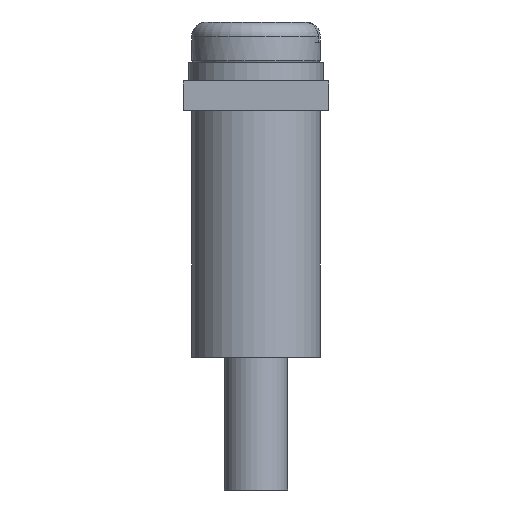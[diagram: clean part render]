
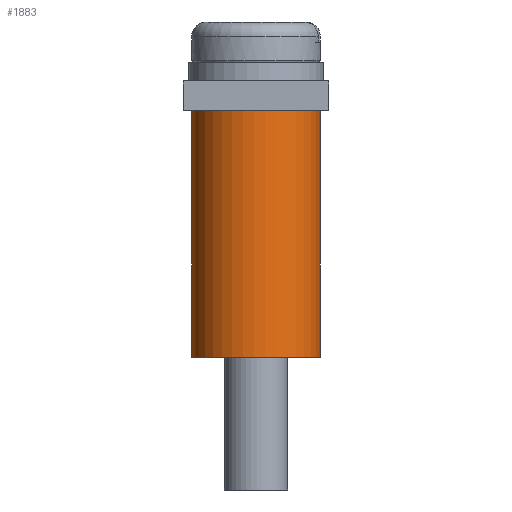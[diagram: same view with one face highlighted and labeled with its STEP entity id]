
A CAD part, front view. The second image highlights one B-rep face of the part: STEP entity #1883.
In plain terms, the highlighted cylindrical face has radius 3.5 mm (diameter 7 mm), a full revolution.
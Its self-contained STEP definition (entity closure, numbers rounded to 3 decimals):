
#294 = AXIS2_PLACEMENT_3D ( 'NONE', #3626, #8176, #8324 ) ;
#634 = CARTESIAN_POINT ( 'NONE',  ( -56.845, -73.426, 152.2 ) ) ;
#687 = ORIENTED_EDGE ( 'NONE', *, *, #8620, .T. ) ;
#1525 = CARTESIAN_POINT ( 'NONE',  ( -54.229, -75.751, 138.8 ) ) ;
#1883 = ADVANCED_FACE ( 'NONE', ( #5891, #1989 ), #5847, .T. ) ;
#1989 = FACE_OUTER_BOUND ( 'NONE', #3932, .T. ) ;
#2226 = EDGE_LOOP ( 'NONE', ( #5124 ) ) ;
#2516 = AXIS2_PLACEMENT_3D ( 'NONE', #634, #3668, #9699 ) ;
#2902 = CARTESIAN_POINT ( 'NONE',  ( -56.845, -73.426, 152.2 ) ) ;
#3093 = EDGE_CURVE ( 'NONE', #8034, #8034, #3478, .T. ) ;
#3478 = CIRCLE ( 'NONE', #4574, 3.5 ) ;
#3626 = CARTESIAN_POINT ( 'NONE',  ( -56.845, -73.426, 138.8 ) ) ;
#3668 = DIRECTION ( 'NONE',  ( 0., 0., -1. ) ) ;
#3932 = EDGE_LOOP ( 'NONE', ( #687 ) ) ;
#4280 = CARTESIAN_POINT ( 'NONE',  ( -54.229, -75.751, 152.2 ) ) ;
#4546 = CIRCLE ( 'NONE', #294, 3.5 ) ;
#4574 = AXIS2_PLACEMENT_3D ( 'NONE', #2902, #5094, #4982 ) ;
#4982 = DIRECTION ( 'NONE',  ( 0.747, -0.664, 0. ) ) ;
#5094 = DIRECTION ( 'NONE',  ( 0., 0., 1. ) ) ;
#5124 = ORIENTED_EDGE ( 'NONE', *, *, #3093, .F. ) ;
#5847 = CYLINDRICAL_SURFACE ( 'NONE', #2516, 3.5 ) ;
#5891 = FACE_OUTER_BOUND ( 'NONE', #2226, .T. ) ;
#8034 = VERTEX_POINT ( 'NONE', #4280 ) ;
#8176 = DIRECTION ( 'NONE',  ( 0., 0., 1. ) ) ;
#8324 = DIRECTION ( 'NONE',  ( 0.747, -0.664, 0. ) ) ;
#8333 = VERTEX_POINT ( 'NONE', #1525 ) ;
#8620 = EDGE_CURVE ( 'NONE', #8333, #8333, #4546, .T. ) ;
#9699 = DIRECTION ( 'NONE',  ( -0.747, 0.664, 0. ) ) ;
